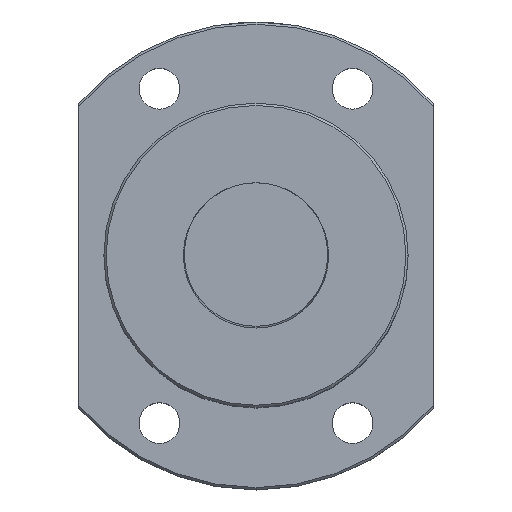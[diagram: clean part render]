
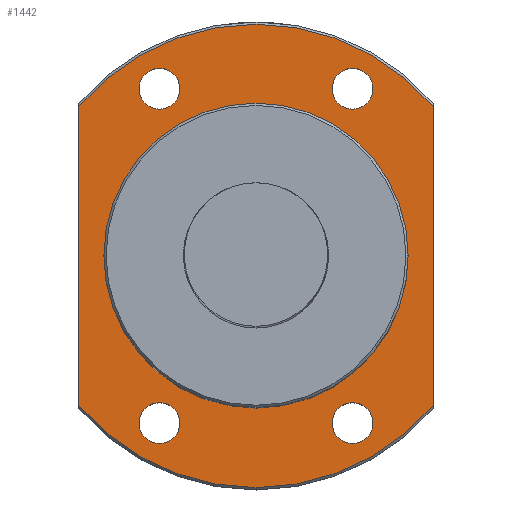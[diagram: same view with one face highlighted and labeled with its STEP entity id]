
A CAD part, top view. The second image highlights one B-rep face of the part: STEP entity #1442.
In plain terms, the highlighted face is planar.
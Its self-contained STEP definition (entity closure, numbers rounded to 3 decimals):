
#17 = CARTESIAN_POINT ( 'NONE',  ( 33.5, 0., -15. ) ) ;
#25 = CARTESIAN_POINT ( 'NONE',  ( 0., -51., -15. ) ) ;
#33 = EDGE_CURVE ( 'NONE', #1532, #75, #547, .T. ) ;
#36 = CIRCLE ( 'NONE', #846, 4.5 ) ;
#39 = VERTEX_POINT ( 'NONE', #1547 ) ;
#53 = ORIENTED_EDGE ( 'NONE', *, *, #451, .F. ) ;
#60 = VECTOR ( 'NONE', #363, 1000. ) ;
#75 = VERTEX_POINT ( 'NONE', #618 ) ;
#109 = FACE_OUTER_BOUND ( 'NONE', #1417, .T. ) ;
#132 = FACE_BOUND ( 'NONE', #862, .T. ) ;
#141 = FACE_BOUND ( 'NONE', #187, .T. ) ;
#147 = DIRECTION ( 'NONE',  ( 1., 0., 0. ) ) ;
#152 = FACE_BOUND ( 'NONE', #599, .T. ) ;
#154 = DIRECTION ( 'NONE',  ( 0., 0., 1. ) ) ;
#156 = CARTESIAN_POINT ( 'NONE',  ( -39., -51.612, -15. ) ) ;
#157 = PLANE ( 'NONE',  #161 ) ;
#161 = AXIS2_PLACEMENT_3D ( 'NONE', #156, #154, #147 ) ;
#170 = CARTESIAN_POINT ( 'NONE',  ( -39., 32.863, -15. ) ) ;
#181 = CARTESIAN_POINT ( 'NONE',  ( -21.25, 41.306, -15. ) ) ;
#187 = EDGE_LOOP ( 'NONE', ( #1343, #1384 ) ) ;
#192 = FACE_BOUND ( 'NONE', #1513, .T. ) ;
#199 = FACE_BOUND ( 'NONE', #216, .T. ) ;
#216 = EDGE_LOOP ( 'NONE', ( #53, #1107 ) ) ;
#261 = EDGE_CURVE ( 'NONE', #1361, #39, #1007, .T. ) ;
#277 = CARTESIAN_POINT ( 'NONE',  ( 21.25, -41.306, -15. ) ) ;
#285 = VERTEX_POINT ( 'NONE', #1467 ) ;
#303 = AXIS2_PLACEMENT_3D ( 'NONE', #313, #308, #306 ) ;
#306 = DIRECTION ( 'NONE',  ( 1., 0., 0. ) ) ;
#308 = DIRECTION ( 'NONE',  ( 0., 0., -1. ) ) ;
#313 = CARTESIAN_POINT ( 'NONE',  ( 0., 0., -15. ) ) ;
#316 = VERTEX_POINT ( 'NONE', #1455 ) ;
#345 = CARTESIAN_POINT ( 'NONE',  ( -39., -32.863, -15. ) ) ;
#350 = CARTESIAN_POINT ( 'NONE',  ( 39., 32.863, -15. ) ) ;
#360 = CIRCLE ( 'NONE', #824, 33.5 ) ;
#363 = DIRECTION ( 'NONE',  ( 0., 1., 0. ) ) ;
#364 = VERTEX_POINT ( 'NONE', #1202 ) ;
#367 = CARTESIAN_POINT ( 'NONE',  ( 39., 0.202, -15. ) ) ;
#368 = CIRCLE ( 'NONE', #470, 51. ) ;
#369 = CIRCLE ( 'NONE', #479, 4.5 ) ;
#370 = LINE ( 'NONE', #367, #60 ) ;
#393 = DIRECTION ( 'NONE',  ( 1., 0., 0. ) ) ;
#398 = DIRECTION ( 'NONE',  ( 0., 0., 1. ) ) ;
#400 = CARTESIAN_POINT ( 'NONE',  ( 0., 0., -15. ) ) ;
#401 = VECTOR ( 'NONE', #426, 1000. ) ;
#406 = AXIS2_PLACEMENT_3D ( 'NONE', #449, #425, #421 ) ;
#421 = DIRECTION ( 'NONE',  ( 0., -1., 0. ) ) ;
#425 = DIRECTION ( 'NONE',  ( 0., 0., -1. ) ) ;
#426 = DIRECTION ( 'NONE',  ( 0., -1., 0. ) ) ;
#428 = CARTESIAN_POINT ( 'NONE',  ( -39., 0.202, -15. ) ) ;
#430 = LINE ( 'NONE', #428, #401 ) ;
#444 = EDGE_CURVE ( 'NONE', #285, #1080, #1475, .T. ) ;
#449 = CARTESIAN_POINT ( 'NONE',  ( 21.25, -36.806, -15. ) ) ;
#451 = EDGE_CURVE ( 'NONE', #364, #750, #886, .T. ) ;
#470 = AXIS2_PLACEMENT_3D ( 'NONE', #400, #398, #393 ) ;
#479 = AXIS2_PLACEMENT_3D ( 'NONE', #492, #488, #486 ) ;
#483 = CARTESIAN_POINT ( 'NONE',  ( -21.25, -32.306, -15. ) ) ;
#486 = DIRECTION ( 'NONE',  ( 0., -1., 0. ) ) ;
#488 = DIRECTION ( 'NONE',  ( 0., 0., -1. ) ) ;
#492 = CARTESIAN_POINT ( 'NONE',  ( -21.25, 36.806, -15. ) ) ;
#547 = CIRCLE ( 'NONE', #766, 33.5 ) ;
#550 = EDGE_CURVE ( 'NONE', #860, #748, #36, .T. ) ;
#551 = EDGE_CURVE ( 'NONE', #75, #1532, #360, .T. ) ;
#563 = CIRCLE ( 'NONE', #406, 4.5 ) ;
#576 = EDGE_CURVE ( 'NONE', #750, #364, #1188, .T. ) ;
#599 = EDGE_LOOP ( 'NONE', ( #1250, #1292 ) ) ;
#605 = AXIS2_PLACEMENT_3D ( 'NONE', #710, #706, #701 ) ;
#618 = CARTESIAN_POINT ( 'NONE',  ( -33.5, 0., -15. ) ) ;
#652 = CARTESIAN_POINT ( 'NONE',  ( 21.25, 41.306, -15. ) ) ;
#660 = CARTESIAN_POINT ( 'NONE',  ( -21.25, -41.306, -15. ) ) ;
#669 = EDGE_CURVE ( 'NONE', #971, #1501, #1349, .T. ) ;
#691 = EDGE_CURVE ( 'NONE', #748, #860, #1468, .T. ) ;
#701 = DIRECTION ( 'NONE',  ( 0., -1., 0. ) ) ;
#703 = DIRECTION ( 'NONE',  ( 1., 0., 0. ) ) ;
#706 = DIRECTION ( 'NONE',  ( 0., 0., -1. ) ) ;
#709 = AXIS2_PLACEMENT_3D ( 'NONE', #765, #751, #749 ) ;
#710 = CARTESIAN_POINT ( 'NONE',  ( -21.25, -36.806, -15. ) ) ;
#720 = DIRECTION ( 'NONE',  ( 0., 0., -1. ) ) ;
#724 = CARTESIAN_POINT ( 'NONE',  ( 0., 0., -15. ) ) ;
#735 = ORIENTED_EDGE ( 'NONE', *, *, #669, .F. ) ;
#748 = VERTEX_POINT ( 'NONE', #660 ) ;
#749 = DIRECTION ( 'NONE',  ( 1., 0., 0. ) ) ;
#750 = VERTEX_POINT ( 'NONE', #652 ) ;
#751 = DIRECTION ( 'NONE',  ( 0., 0., 1. ) ) ;
#765 = CARTESIAN_POINT ( 'NONE',  ( 0., 0., -15. ) ) ;
#766 = AXIS2_PLACEMENT_3D ( 'NONE', #724, #720, #703 ) ;
#811 = EDGE_CURVE ( 'NONE', #39, #1361, #369, .T. ) ;
#824 = AXIS2_PLACEMENT_3D ( 'NONE', #983, #980, #974 ) ;
#837 = AXIS2_PLACEMENT_3D ( 'NONE', #920, #918, #904 ) ;
#846 = AXIS2_PLACEMENT_3D ( 'NONE', #994, #992, #986 ) ;
#860 = VERTEX_POINT ( 'NONE', #483 ) ;
#862 = EDGE_LOOP ( 'NONE', ( #1390, #1452 ) ) ;
#886 = CIRCLE ( 'NONE', #947, 4.5 ) ;
#900 = EDGE_CURVE ( 'NONE', #1388, #971, #430, .T. ) ;
#902 = EDGE_CURVE ( 'NONE', #1080, #285, #563, .T. ) ;
#904 = DIRECTION ( 'NONE',  ( 0., -1., 0. ) ) ;
#907 = EDGE_CURVE ( 'NONE', #1501, #316, #368, .T. ) ;
#913 = CIRCLE ( 'NONE', #303, 51. ) ;
#918 = DIRECTION ( 'NONE',  ( 0., 0., -1. ) ) ;
#920 = CARTESIAN_POINT ( 'NONE',  ( 21.25, 36.806, -15. ) ) ;
#921 = EDGE_CURVE ( 'NONE', #316, #966, #370, .T. ) ;
#933 = ORIENTED_EDGE ( 'NONE', *, *, #921, .F. ) ;
#947 = AXIS2_PLACEMENT_3D ( 'NONE', #1143, #1138, #1135 ) ;
#966 = VERTEX_POINT ( 'NONE', #350 ) ;
#971 = VERTEX_POINT ( 'NONE', #345 ) ;
#974 = DIRECTION ( 'NONE',  ( 1., 0., 0. ) ) ;
#980 = DIRECTION ( 'NONE',  ( 0., 0., -1. ) ) ;
#983 = CARTESIAN_POINT ( 'NONE',  ( 0., 0., -15. ) ) ;
#986 = DIRECTION ( 'NONE',  ( 0., -1., 0. ) ) ;
#992 = DIRECTION ( 'NONE',  ( 0., 0., -1. ) ) ;
#994 = CARTESIAN_POINT ( 'NONE',  ( -21.25, -36.806, -15. ) ) ;
#1001 = AXIS2_PLACEMENT_3D ( 'NONE', #1185, #1162, #1161 ) ;
#1007 = CIRCLE ( 'NONE', #1186, 4.5 ) ;
#1020 = EDGE_CURVE ( 'NONE', #1388, #966, #913, .T. ) ;
#1080 = VERTEX_POINT ( 'NONE', #277 ) ;
#1107 = ORIENTED_EDGE ( 'NONE', *, *, #576, .F. ) ;
#1135 = DIRECTION ( 'NONE',  ( 0., -1., 0. ) ) ;
#1138 = DIRECTION ( 'NONE',  ( 0., 0., -1. ) ) ;
#1143 = CARTESIAN_POINT ( 'NONE',  ( 21.25, 36.806, -15. ) ) ;
#1161 = DIRECTION ( 'NONE',  ( 0., -1., 0. ) ) ;
#1162 = DIRECTION ( 'NONE',  ( 0., 0., -1. ) ) ;
#1171 = ORIENTED_EDGE ( 'NONE', *, *, #691, .F. ) ;
#1185 = CARTESIAN_POINT ( 'NONE',  ( 21.25, -36.806, -15. ) ) ;
#1186 = AXIS2_PLACEMENT_3D ( 'NONE', #1500, #1496, #1494 ) ;
#1188 = CIRCLE ( 'NONE', #837, 4.5 ) ;
#1202 = CARTESIAN_POINT ( 'NONE',  ( 21.25, 32.306, -15. ) ) ;
#1207 = ORIENTED_EDGE ( 'NONE', *, *, #550, .F. ) ;
#1250 = ORIENTED_EDGE ( 'NONE', *, *, #33, .F. ) ;
#1292 = ORIENTED_EDGE ( 'NONE', *, *, #551, .F. ) ;
#1343 = ORIENTED_EDGE ( 'NONE', *, *, #902, .F. ) ;
#1349 = CIRCLE ( 'NONE', #709, 51. ) ;
#1361 = VERTEX_POINT ( 'NONE', #181 ) ;
#1381 = ORIENTED_EDGE ( 'NONE', *, *, #900, .F. ) ;
#1384 = ORIENTED_EDGE ( 'NONE', *, *, #444, .F. ) ;
#1388 = VERTEX_POINT ( 'NONE', #170 ) ;
#1390 = ORIENTED_EDGE ( 'NONE', *, *, #811, .F. ) ;
#1417 = EDGE_LOOP ( 'NONE', ( #1474, #933, #1538, #735, #1381 ) ) ;
#1442 = ADVANCED_FACE ( 'NONE', ( #199, #192, #152, #141, #132, #109 ), #157, .F. ) ;
#1452 = ORIENTED_EDGE ( 'NONE', *, *, #261, .F. ) ;
#1455 = CARTESIAN_POINT ( 'NONE',  ( 39., -32.863, -15. ) ) ;
#1467 = CARTESIAN_POINT ( 'NONE',  ( 21.25, -32.306, -15. ) ) ;
#1468 = CIRCLE ( 'NONE', #605, 4.5 ) ;
#1474 = ORIENTED_EDGE ( 'NONE', *, *, #1020, .T. ) ;
#1475 = CIRCLE ( 'NONE', #1001, 4.5 ) ;
#1494 = DIRECTION ( 'NONE',  ( 0., -1., 0. ) ) ;
#1496 = DIRECTION ( 'NONE',  ( 0., 0., -1. ) ) ;
#1500 = CARTESIAN_POINT ( 'NONE',  ( -21.25, 36.806, -15. ) ) ;
#1501 = VERTEX_POINT ( 'NONE', #25 ) ;
#1513 = EDGE_LOOP ( 'NONE', ( #1171, #1207 ) ) ;
#1532 = VERTEX_POINT ( 'NONE', #17 ) ;
#1538 = ORIENTED_EDGE ( 'NONE', *, *, #907, .F. ) ;
#1547 = CARTESIAN_POINT ( 'NONE',  ( -21.25, 32.306, -15. ) ) ;
